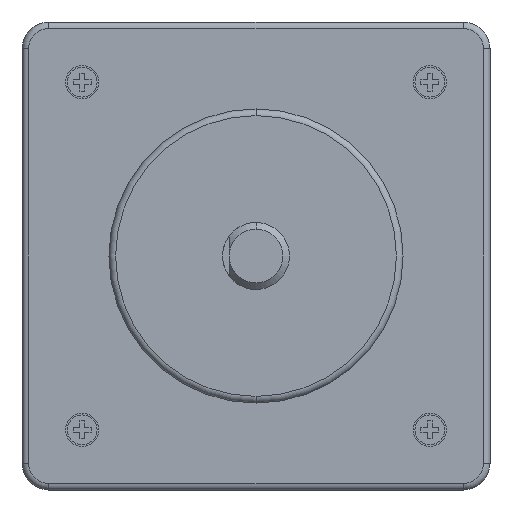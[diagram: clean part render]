
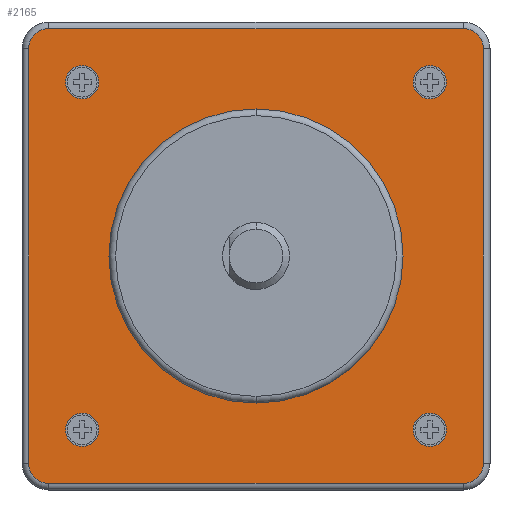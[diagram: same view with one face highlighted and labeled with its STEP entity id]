
A CAD part, left-side view. The second image highlights one B-rep face of the part: STEP entity #2165.
In plain terms, the highlighted planar face has unit normal (-1, 0, 0).
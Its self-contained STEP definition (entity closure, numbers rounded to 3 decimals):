
#1=CARTESIAN_POINT('',(0.,-13.,-13.));
#2=DIRECTION('',(-1.,0.,0.));
#3=DIRECTION('',(0.,-1.,0.));
#4=AXIS2_PLACEMENT_3D('',#1,#2,#3);
#6=CARTESIAN_POINT('',(0.,-13.,-13.));
#7=DIRECTION('',(-1.,0.,0.));
#8=DIRECTION('',(0.,1.,0.));
#9=AXIS2_PLACEMENT_3D('',#6,#7,#8);
#11=CARTESIAN_POINT('',(0.,13.,-13.));
#12=DIRECTION('',(-1.,0.,0.));
#13=DIRECTION('',(0.,-1.,0.));
#14=AXIS2_PLACEMENT_3D('',#11,#12,#13);
#16=CARTESIAN_POINT('',(0.,13.,-13.));
#17=DIRECTION('',(-1.,0.,0.));
#18=DIRECTION('',(0.,1.,0.));
#19=AXIS2_PLACEMENT_3D('',#16,#17,#18);
#21=CARTESIAN_POINT('',(0.,-13.,13.));
#22=DIRECTION('',(-1.,0.,0.));
#23=DIRECTION('',(0.,-1.,0.));
#24=AXIS2_PLACEMENT_3D('',#21,#22,#23);
#26=CARTESIAN_POINT('',(0.,-13.,13.));
#27=DIRECTION('',(-1.,0.,0.));
#28=DIRECTION('',(0.,1.,0.));
#29=AXIS2_PLACEMENT_3D('',#26,#27,#28);
#31=CARTESIAN_POINT('',(0.,13.,13.));
#32=DIRECTION('',(-1.,0.,0.));
#33=DIRECTION('',(0.,-1.,0.));
#34=AXIS2_PLACEMENT_3D('',#31,#32,#33);
#36=CARTESIAN_POINT('',(0.,13.,13.));
#37=DIRECTION('',(-1.,0.,0.));
#38=DIRECTION('',(0.,1.,0.));
#39=AXIS2_PLACEMENT_3D('',#36,#37,#38);
#41=CARTESIAN_POINT('',(0.,0.,0.));
#42=DIRECTION('',(-1.,0.,0.));
#43=DIRECTION('',(0.,0.,1.));
#44=AXIS2_PLACEMENT_3D('',#41,#42,#43);
#46=CARTESIAN_POINT('',(0.,0.,0.));
#47=DIRECTION('',(-1.,0.,0.));
#48=DIRECTION('',(0.,0.,-1.));
#49=AXIS2_PLACEMENT_3D('',#46,#47,#48);
#51=DIRECTION('',(0.,0.,-1.));
#52=VECTOR('',#51,31.);
#53=CARTESIAN_POINT('',(0.,17.,15.5));
#54=LINE('',#53,#52);
#55=CARTESIAN_POINT('',(0.,15.5,15.5));
#56=DIRECTION('',(-1.,0.,0.));
#57=DIRECTION('',(0.,0.,1.));
#58=AXIS2_PLACEMENT_3D('',#55,#56,#57);
#60=DIRECTION('',(0.,1.,0.));
#61=VECTOR('',#60,31.);
#62=CARTESIAN_POINT('',(0.,-15.5,17.));
#63=LINE('',#62,#61);
#64=CARTESIAN_POINT('',(0.,-15.5,15.5));
#65=DIRECTION('',(-1.,0.,0.));
#66=DIRECTION('',(0.,-1.,0.));
#67=AXIS2_PLACEMENT_3D('',#64,#65,#66);
#69=DIRECTION('',(0.,0.,1.));
#70=VECTOR('',#69,31.);
#71=CARTESIAN_POINT('',(0.,-17.,-15.5));
#72=LINE('',#71,#70);
#73=CARTESIAN_POINT('',(0.,-15.5,-15.5));
#74=DIRECTION('',(-1.,0.,0.));
#75=DIRECTION('',(0.,0.,-1.));
#76=AXIS2_PLACEMENT_3D('',#73,#74,#75);
#78=DIRECTION('',(0.,-1.,0.));
#79=VECTOR('',#78,31.);
#80=CARTESIAN_POINT('',(0.,15.5,-17.));
#81=LINE('',#80,#79);
#82=CARTESIAN_POINT('',(0.,15.5,-15.5));
#83=DIRECTION('',(-1.,0.,0.));
#84=DIRECTION('',(0.,1.,0.));
#85=AXIS2_PLACEMENT_3D('',#82,#83,#84);
#1641=CARTESIAN_POINT('',(0.,-14.25,-13.));
#1642=CARTESIAN_POINT('',(0.,-11.75,-13.));
#1643=VERTEX_POINT('',#1641);
#1644=VERTEX_POINT('',#1642);
#1645=CARTESIAN_POINT('',(0.,11.75,-13.));
#1646=CARTESIAN_POINT('',(0.,14.25,-13.));
#1647=VERTEX_POINT('',#1645);
#1648=VERTEX_POINT('',#1646);
#1649=CARTESIAN_POINT('',(0.,-14.25,13.));
#1650=CARTESIAN_POINT('',(0.,-11.75,13.));
#1651=VERTEX_POINT('',#1649);
#1652=VERTEX_POINT('',#1650);
#1653=CARTESIAN_POINT('',(0.,11.75,13.));
#1654=CARTESIAN_POINT('',(0.,14.25,13.));
#1655=VERTEX_POINT('',#1653);
#1656=VERTEX_POINT('',#1654);
#1717=CARTESIAN_POINT('',(0.,0.,11.));
#1718=CARTESIAN_POINT('',(0.,0.,-11.));
#1719=VERTEX_POINT('',#1717);
#1720=VERTEX_POINT('',#1718);
#2071=CARTESIAN_POINT('',(0.,17.,15.5));
#2072=CARTESIAN_POINT('',(0.,17.,-15.5));
#2073=VERTEX_POINT('',#2071);
#2074=VERTEX_POINT('',#2072);
#2079=CARTESIAN_POINT('',(0.,15.5,-17.));
#2080=VERTEX_POINT('',#2079);
#2083=CARTESIAN_POINT('',(0.,-15.5,-17.));
#2084=VERTEX_POINT('',#2083);
#2087=CARTESIAN_POINT('',(0.,-17.,-15.5));
#2088=VERTEX_POINT('',#2087);
#2091=CARTESIAN_POINT('',(0.,-17.,15.5));
#2092=VERTEX_POINT('',#2091);
#2095=CARTESIAN_POINT('',(0.,-15.5,17.));
#2096=VERTEX_POINT('',#2095);
#2099=CARTESIAN_POINT('',(0.,15.5,17.));
#2100=VERTEX_POINT('',#2099);
#2112=CARTESIAN_POINT('',(0.,0.,0.));
#2113=DIRECTION('',(1.,0.,0.));
#2114=DIRECTION('',(0.,-1.,0.));
#2115=AXIS2_PLACEMENT_3D('',#2112,#2113,#2114);
#2116=PLANE('',#2115);
#2118=ORIENTED_EDGE('',*,*,#2117,.F.);
#2120=ORIENTED_EDGE('',*,*,#2119,.F.);
#2122=ORIENTED_EDGE('',*,*,#2121,.F.);
#2124=ORIENTED_EDGE('',*,*,#2123,.F.);
#2126=ORIENTED_EDGE('',*,*,#2125,.F.);
#2128=ORIENTED_EDGE('',*,*,#2127,.F.);
#2130=ORIENTED_EDGE('',*,*,#2129,.F.);
#2132=ORIENTED_EDGE('',*,*,#2131,.F.);
#2133=EDGE_LOOP('',(#2118,#2120,#2122,#2124,#2126,#2128,#2130,#2132));
#2134=FACE_OUTER_BOUND('',#2133,.F.);
#2136=ORIENTED_EDGE('',*,*,#2135,.T.);
#2138=ORIENTED_EDGE('',*,*,#2137,.T.);
#2139=EDGE_LOOP('',(#2136,#2138));
#2140=FACE_BOUND('',#2139,.F.);
#2142=ORIENTED_EDGE('',*,*,#2141,.T.);
#2144=ORIENTED_EDGE('',*,*,#2143,.T.);
#2145=EDGE_LOOP('',(#2142,#2144));
#2146=FACE_BOUND('',#2145,.F.);
#2148=ORIENTED_EDGE('',*,*,#2147,.T.);
#2150=ORIENTED_EDGE('',*,*,#2149,.T.);
#2151=EDGE_LOOP('',(#2148,#2150));
#2152=FACE_BOUND('',#2151,.F.);
#2154=ORIENTED_EDGE('',*,*,#2153,.T.);
#2156=ORIENTED_EDGE('',*,*,#2155,.T.);
#2157=EDGE_LOOP('',(#2154,#2156));
#2158=FACE_BOUND('',#2157,.F.);
#2160=ORIENTED_EDGE('',*,*,#2159,.T.);
#2162=ORIENTED_EDGE('',*,*,#2161,.T.);
#2163=EDGE_LOOP('',(#2160,#2162));
#2164=FACE_BOUND('',#2163,.F.);
#5=CIRCLE('',#4,1.25);
#10=CIRCLE('',#9,1.25);
#15=CIRCLE('',#14,1.25);
#20=CIRCLE('',#19,1.25);
#25=CIRCLE('',#24,1.25);
#30=CIRCLE('',#29,1.25);
#35=CIRCLE('',#34,1.25);
#40=CIRCLE('',#39,1.25);
#45=CIRCLE('',#44,11.);
#50=CIRCLE('',#49,11.);
#59=CIRCLE('',#58,1.5);
#68=CIRCLE('',#67,1.5);
#77=CIRCLE('',#76,1.5);
#86=CIRCLE('',#85,1.5);
#2117=EDGE_CURVE('',#2073,#2074,#54,.T.);
#2119=EDGE_CURVE('',#2100,#2073,#59,.T.);
#2121=EDGE_CURVE('',#2096,#2100,#63,.T.);
#2123=EDGE_CURVE('',#2092,#2096,#68,.T.);
#2125=EDGE_CURVE('',#2088,#2092,#72,.T.);
#2127=EDGE_CURVE('',#2084,#2088,#77,.T.);
#2129=EDGE_CURVE('',#2080,#2084,#81,.T.);
#2131=EDGE_CURVE('',#2074,#2080,#86,.T.);
#2135=EDGE_CURVE('',#1647,#1648,#15,.T.);
#2137=EDGE_CURVE('',#1648,#1647,#20,.T.);
#2141=EDGE_CURVE('',#1651,#1652,#25,.T.);
#2143=EDGE_CURVE('',#1652,#1651,#30,.T.);
#2147=EDGE_CURVE('',#1655,#1656,#35,.T.);
#2149=EDGE_CURVE('',#1656,#1655,#40,.T.);
#2153=EDGE_CURVE('',#1719,#1720,#45,.T.);
#2155=EDGE_CURVE('',#1720,#1719,#50,.T.);
#2159=EDGE_CURVE('',#1643,#1644,#5,.T.);
#2161=EDGE_CURVE('',#1644,#1643,#10,.T.);
#2165=ADVANCED_FACE('',(#2134,#2140,#2146,#2152,#2158,#2164),#2116,.F.);
